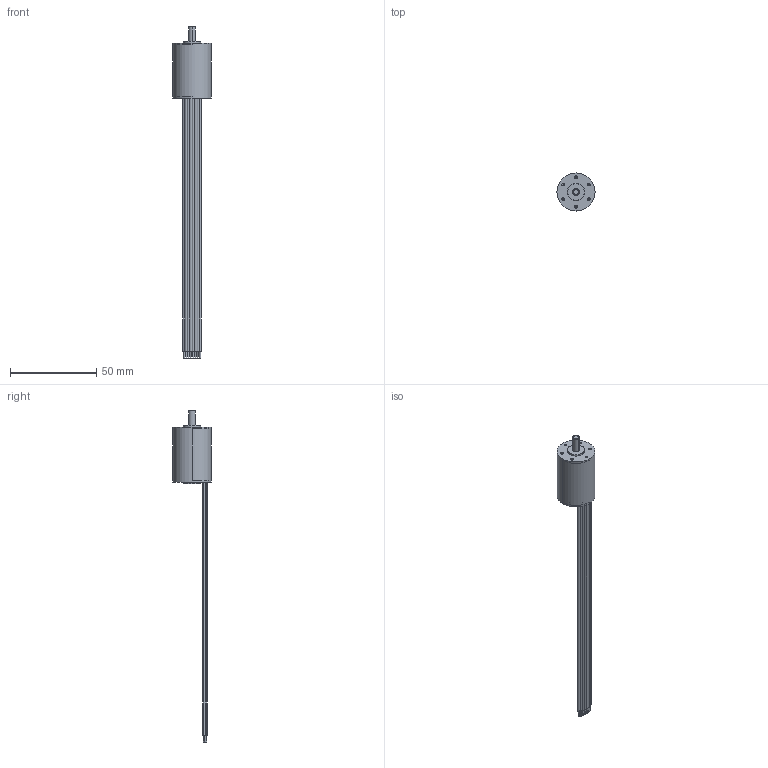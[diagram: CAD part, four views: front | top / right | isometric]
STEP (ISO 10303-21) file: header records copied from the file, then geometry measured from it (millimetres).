
FILE_DESCRIPTION((''),'2;1');
FILE_NAME('4611180000584_SW0001','2023-06-16T13:49:46',('ms27786'),(''),'CREO PARAMETRIC BY PTC INC, 2018100','CREO PARAMETRIC BY PTC INC, 2018100','');
FILE_SCHEMA(('CONFIG_CONTROL_DESIGN'));
Length unit declared in the file: millimetre
Products named in the file (1): 4611180000584_SW0001
Bounding box: 22 x 22 x 192.1 mm (x, y, z)
Volume: 6993.2 mm3; surface area: 12972.5 mm2
Topology: 9 solids, 12 shells, 305 faces, 678 edges, 418 vertices
Faces by surface type: cylinder 139, plane 82, cone 42, bspline 20, torus 18, extrusion 4
Entity records: 10112 total; most frequent: CARTESIAN_POINT 3176, DIRECTION 1574, ORIENTED_EDGE 1324, EDGE_CURVE 662, AXIS2_PLACEMENT_3D 660, VERTEX_POINT 418, CIRCLE 378, EDGE_LOOP 348
